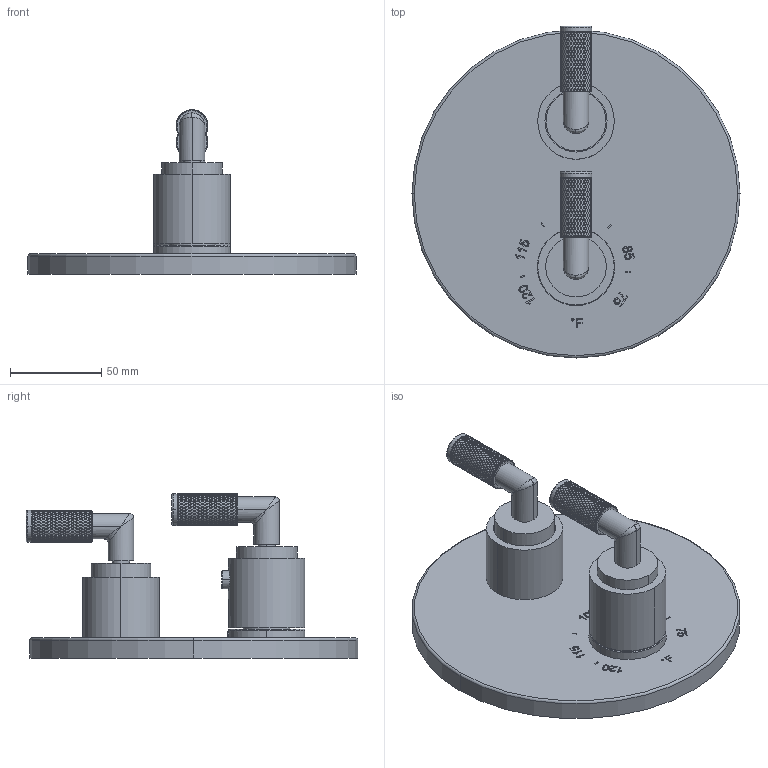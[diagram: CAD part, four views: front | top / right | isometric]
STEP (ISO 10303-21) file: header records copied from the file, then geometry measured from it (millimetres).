
FILE_DESCRIPTION((''),'2;1');
FILE_NAME('3-3423TR','2025-09-27T00:36:59',('nehatek'),(''),'CREO PARAMETRIC BY PTC INC, 2025093','CREO PARAMETRIC BY PTC INC, 2025093','');
FILE_SCHEMA(('CONFIG_CONTROL_DESIGN'));
Length unit declared in the file: inch
Products named in the file (1): 3-3423TR
Bounding box: 180.09 x 182.12 x 90.28 mm (x, y, z)
Volume: 429321.3 mm3; surface area: 80307.3 mm2
Topology: 1 solids, 1 shells, 8310 faces, 17159 edges, 8898 vertices
Faces by surface type: bspline 6344, cylinder 1603, extrusion 178, plane 158, torus 24, cone 2, sphere 1
Entity records: 332218 total; most frequent: CARTESIAN_POINT 213191, ORIENTED_EDGE 34318, EDGE_CURVE 17159, B_SPLINE_CURVE_WITH_KNOTS 16400, VERTEX_POINT 8898, EDGE_LOOP 8357, FACE_OUTER_BOUND 8310, ADVANCED_FACE 8310
